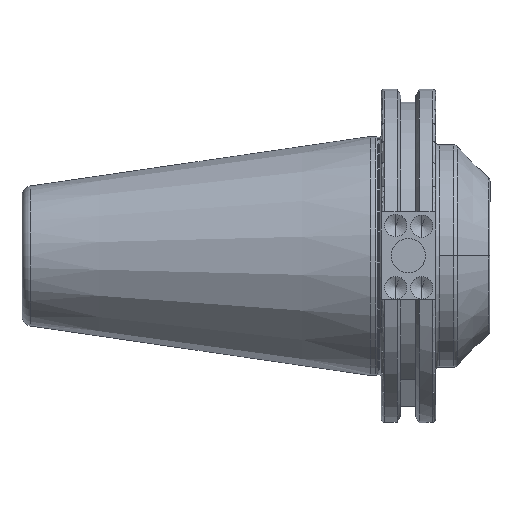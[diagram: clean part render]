
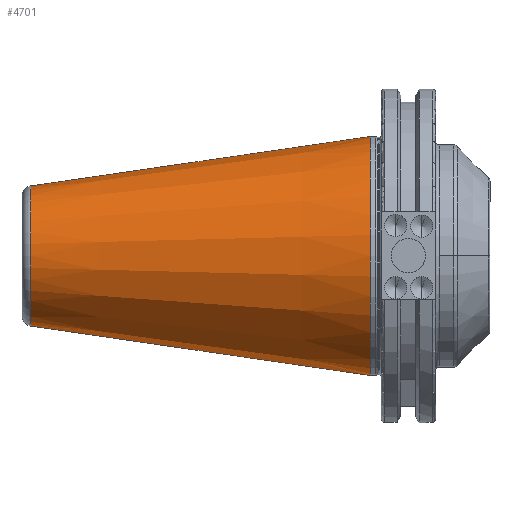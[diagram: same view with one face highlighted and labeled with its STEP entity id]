
A CAD part, top view. The second image highlights one B-rep face of the part: STEP entity #4701.
In plain terms, the highlighted conical face has half-angle 8.297 degrees and reference radius 34.925 mm.
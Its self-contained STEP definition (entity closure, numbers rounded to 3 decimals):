
#437 = VERTEX_POINT ( 'NONE', #5290 ) ;
#764 = CIRCLE ( 'NONE', #4066, 20.461 ) ;
#938 = CARTESIAN_POINT ( 'NONE',  ( 3.2, 34.925, 0. ) ) ;
#1153 = LINE ( 'NONE', #6357, #4318 ) ;
#1651 = CARTESIAN_POINT ( 'NONE',  ( 3.2, 0., 0. ) ) ;
#1936 = CARTESIAN_POINT ( 'NONE',  ( 3.2, -34.925, 0. ) ) ;
#2161 = VERTEX_POINT ( 'NONE', #5849 ) ;
#2259 = DIRECTION ( 'NONE',  ( -1., 0., 0. ) ) ;
#2381 = CIRCLE ( 'NONE', #3999, 34.925 ) ;
#2887 = DIRECTION ( 'NONE',  ( 1., 0., 0. ) ) ;
#2944 = ORIENTED_EDGE ( 'NONE', *, *, #7070, .T. ) ;
#3042 = DIRECTION ( 'NONE',  ( 0., 1., 0. ) ) ;
#3210 = VERTEX_POINT ( 'NONE', #5731 ) ;
#3230 = EDGE_CURVE ( 'NONE', #2161, #5155, #1153, .T. ) ;
#3298 = EDGE_LOOP ( 'NONE', ( #5589, #5145, #6884, #2944 ) ) ;
#3551 = VECTOR ( 'NONE', #6063, 1000. ) ;
#3684 = EDGE_CURVE ( 'NONE', #437, #3210, #5070, .T. ) ;
#3999 = AXIS2_PLACEMENT_3D ( 'NONE', #4812, #6576, #3042 ) ;
#4066 = AXIS2_PLACEMENT_3D ( 'NONE', #6418, #2887, #7003 ) ;
#4258 = FACE_OUTER_BOUND ( 'NONE', #3298, .T. ) ;
#4318 = VECTOR ( 'NONE', #4563, 1000. ) ;
#4563 = DIRECTION ( 'NONE',  ( -0.99, 0.144, 0. ) ) ;
#4701 = ADVANCED_FACE ( 'NONE', ( #4258 ), #5449, .T. ) ;
#4812 = CARTESIAN_POINT ( 'NONE',  ( 3.2, 0., 0. ) ) ;
#5070 = LINE ( 'NONE', #1936, #3551 ) ;
#5145 = ORIENTED_EDGE ( 'NONE', *, *, #7030, .F. ) ;
#5155 = VERTEX_POINT ( 'NONE', #938 ) ;
#5290 = CARTESIAN_POINT ( 'NONE',  ( 102.383, -20.461, 0. ) ) ;
#5449 = CONICAL_SURFACE ( 'NONE', #6316, 34.925, 0.145 ) ;
#5589 = ORIENTED_EDGE ( 'NONE', *, *, #3230, .F. ) ;
#5731 = CARTESIAN_POINT ( 'NONE',  ( 3.2, -34.925, 0. ) ) ;
#5849 = CARTESIAN_POINT ( 'NONE',  ( 102.383, 20.461, 0. ) ) ;
#6063 = DIRECTION ( 'NONE',  ( -0.99, -0.144, 0. ) ) ;
#6316 = AXIS2_PLACEMENT_3D ( 'NONE', #1651, #2259, #6380 ) ;
#6357 = CARTESIAN_POINT ( 'NONE',  ( 3.2, 34.925, 0. ) ) ;
#6380 = DIRECTION ( 'NONE',  ( 0., -1., 0. ) ) ;
#6418 = CARTESIAN_POINT ( 'NONE',  ( 102.383, 0., 0. ) ) ;
#6576 = DIRECTION ( 'NONE',  ( 1., 0., 0. ) ) ;
#6884 = ORIENTED_EDGE ( 'NONE', *, *, #3684, .T. ) ;
#7003 = DIRECTION ( 'NONE',  ( 0., 1., 0. ) ) ;
#7030 = EDGE_CURVE ( 'NONE', #437, #2161, #764, .T. ) ;
#7070 = EDGE_CURVE ( 'NONE', #3210, #5155, #2381, .T. ) ;
